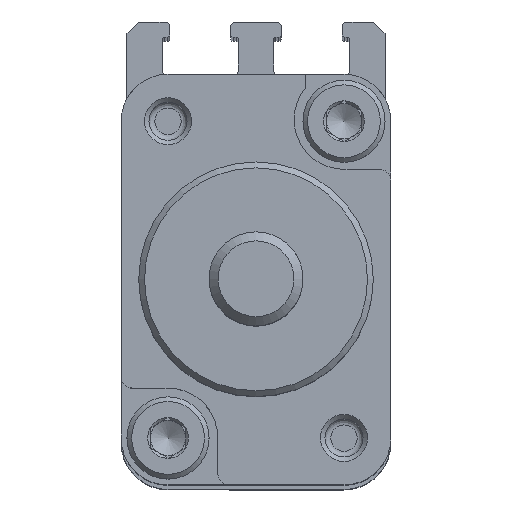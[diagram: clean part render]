
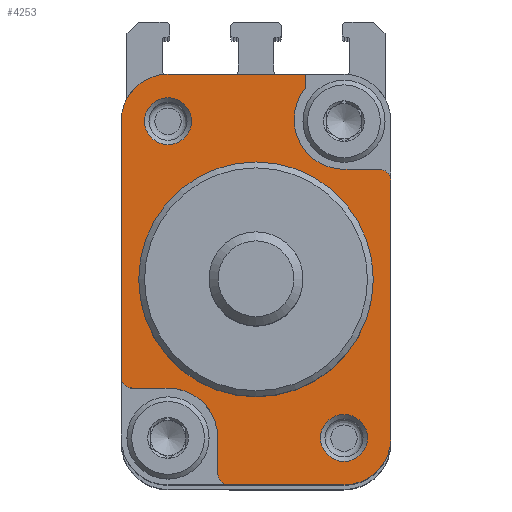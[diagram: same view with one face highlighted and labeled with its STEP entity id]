
A CAD part, top view. The second image highlights one B-rep face of the part: STEP entity #4253.
In plain terms, the highlighted planar face has unit normal (0, 0, 1).
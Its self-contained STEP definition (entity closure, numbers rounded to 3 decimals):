
#170=LINE('',#6925,#452);
#176=LINE('',#6943,#458);
#185=LINE('',#6972,#467);
#194=LINE('',#6996,#476);
#195=LINE('',#7000,#477);
#196=LINE('',#7004,#478);
#197=LINE('',#7008,#479);
#198=LINE('',#7013,#480);
#452=VECTOR('',#5353,1000.);
#458=VECTOR('',#5369,1000.);
#467=VECTOR('',#5394,1000.);
#476=VECTOR('',#5413,1000.);
#477=VECTOR('',#5418,1000.);
#478=VECTOR('',#5421,1000.);
#479=VECTOR('',#5424,1000.);
#480=VECTOR('',#5429,1000.);
#703=PLANE('',#4652);
#907=CIRCLE('',#4653,2.);
#908=CIRCLE('',#4654,2.);
#909=CIRCLE('',#4655,10.);
#910=CIRCLE('',#4656,4.25);
#911=CIRCLE('',#4657,4.);
#912=CIRCLE('',#4658,1.);
#913=CIRCLE('',#4659,4.25);
#914=CIRCLE('',#4660,1.);
#915=CIRCLE('',#4661,4.);
#916=CIRCLE('',#4662,1.);
#1282=ORIENTED_EDGE('',*,*,#2457,.T.);
#1283=ORIENTED_EDGE('',*,*,#2458,.T.);
#1284=ORIENTED_EDGE('',*,*,#2459,.T.);
#1285=ORIENTED_EDGE('',*,*,#2460,.F.);
#1286=ORIENTED_EDGE('',*,*,#2461,.T.);
#1287=ORIENTED_EDGE('',*,*,#2448,.T.);
#1288=ORIENTED_EDGE('',*,*,#2462,.T.);
#1289=ORIENTED_EDGE('',*,*,#2424,.T.);
#1290=ORIENTED_EDGE('',*,*,#2463,.T.);
#1291=ORIENTED_EDGE('',*,*,#2464,.T.);
#1292=ORIENTED_EDGE('',*,*,#2465,.F.);
#1293=ORIENTED_EDGE('',*,*,#2466,.T.);
#1294=ORIENTED_EDGE('',*,*,#2467,.T.);
#1295=ORIENTED_EDGE('',*,*,#2468,.T.);
#1296=ORIENTED_EDGE('',*,*,#2469,.T.);
#1297=ORIENTED_EDGE('',*,*,#2433,.T.);
#1298=ORIENTED_EDGE('',*,*,#2470,.T.);
#1299=ORIENTED_EDGE('',*,*,#2471,.T.);
#2424=EDGE_CURVE('',#2997,#2996,#170,.T.);
#2433=EDGE_CURVE('',#3004,#3003,#176,.T.);
#2448=EDGE_CURVE('',#3016,#3015,#185,.T.);
#2457=EDGE_CURVE('',#3021,#3021,#907,.T.);
#2458=EDGE_CURVE('',#3022,#3022,#908,.T.);
#2459=EDGE_CURVE('',#3023,#3023,#909,.T.);
#2460=EDGE_CURVE('',#3024,#3025,#910,.T.);
#2461=EDGE_CURVE('',#3024,#3016,#194,.T.);
#2462=EDGE_CURVE('',#3015,#2997,#911,.T.);
#2463=EDGE_CURVE('',#2996,#3026,#912,.T.);
#2464=EDGE_CURVE('',#3026,#3027,#195,.T.);
#2465=EDGE_CURVE('',#3028,#3027,#913,.T.);
#2466=EDGE_CURVE('',#3028,#3029,#196,.T.);
#2467=EDGE_CURVE('',#3029,#3030,#914,.T.);
#2468=EDGE_CURVE('',#3030,#3031,#197,.T.);
#2469=EDGE_CURVE('',#3031,#3004,#915,.T.);
#2470=EDGE_CURVE('',#3003,#3032,#916,.T.);
#2471=EDGE_CURVE('',#3032,#3025,#198,.T.);
#2996=VERTEX_POINT('',#6924);
#2997=VERTEX_POINT('',#6926);
#3003=VERTEX_POINT('',#6942);
#3004=VERTEX_POINT('',#6944);
#3015=VERTEX_POINT('',#6971);
#3016=VERTEX_POINT('',#6973);
#3021=VERTEX_POINT('',#6988);
#3022=VERTEX_POINT('',#6990);
#3023=VERTEX_POINT('',#6992);
#3024=VERTEX_POINT('',#6994);
#3025=VERTEX_POINT('',#6995);
#3026=VERTEX_POINT('',#6999);
#3027=VERTEX_POINT('',#7001);
#3028=VERTEX_POINT('',#7003);
#3029=VERTEX_POINT('',#7005);
#3030=VERTEX_POINT('',#7007);
#3031=VERTEX_POINT('',#7009);
#3032=VERTEX_POINT('',#7012);
#3377=EDGE_LOOP('',(#1282));
#3378=EDGE_LOOP('',(#1283));
#3379=EDGE_LOOP('',(#1284));
#3380=EDGE_LOOP('',(#1285,#1286,#1287,#1288,#1289,#1290,#1291,#1292,#1293,
#1294,#1295,#1296,#1297,#1298,#1299));
#3787=FACE_BOUND('',#3377,.T.);
#3788=FACE_BOUND('',#3378,.T.);
#3789=FACE_BOUND('',#3379,.T.);
#3790=FACE_BOUND('',#3380,.T.);
#4253=ADVANCED_FACE('',(#3787,#3788,#3789,#3790),#703,.T.);
#4652=AXIS2_PLACEMENT_3D('',#6986,#5403,#5404);
#4653=AXIS2_PLACEMENT_3D('',#6987,#5405,#5406);
#4654=AXIS2_PLACEMENT_3D('',#6989,#5407,#5408);
#4655=AXIS2_PLACEMENT_3D('',#6991,#5409,#5410);
#4656=AXIS2_PLACEMENT_3D('',#6993,#5411,#5412);
#4657=AXIS2_PLACEMENT_3D('',#6997,#5414,#5415);
#4658=AXIS2_PLACEMENT_3D('',#6998,#5416,#5417);
#4659=AXIS2_PLACEMENT_3D('',#7002,#5419,#5420);
#4660=AXIS2_PLACEMENT_3D('',#7006,#5422,#5423);
#4661=AXIS2_PLACEMENT_3D('',#7010,#5425,#5426);
#4662=AXIS2_PLACEMENT_3D('',#7011,#5427,#5428);
#5353=DIRECTION('',(0.,-1.,0.));
#5369=DIRECTION('',(0.,1.,0.));
#5394=DIRECTION('',(-1.,0.,0.));
#5403=DIRECTION('',(0.,0.,1.));
#5404=DIRECTION('',(1.,0.,0.));
#5405=DIRECTION('',(0.,0.,-1.));
#5406=DIRECTION('',(-1.,0.,0.));
#5407=DIRECTION('',(0.,0.,-1.));
#5408=DIRECTION('',(-1.,0.,0.));
#5409=DIRECTION('',(0.,0.,-1.));
#5410=DIRECTION('',(-1.,0.,0.));
#5411=DIRECTION('',(0.,0.,1.));
#5412=DIRECTION('',(1.,0.,0.));
#5413=DIRECTION('',(0.,1.,0.));
#5414=DIRECTION('',(0.,0.,1.));
#5415=DIRECTION('',(1.,0.,0.));
#5416=DIRECTION('',(0.,0.,1.));
#5417=DIRECTION('',(1.,0.,0.));
#5418=DIRECTION('',(1.,0.,0.));
#5419=DIRECTION('',(0.,0.,1.));
#5420=DIRECTION('',(1.,0.,0.));
#5421=DIRECTION('',(0.,-1.,0.));
#5422=DIRECTION('',(0.,0.,1.));
#5423=DIRECTION('',(1.,0.,0.));
#5424=DIRECTION('',(1.,0.,0.));
#5425=DIRECTION('',(0.,0.,1.));
#5426=DIRECTION('',(1.,0.,0.));
#5427=DIRECTION('',(0.,0.,1.));
#5428=DIRECTION('',(1.,0.,0.));
#5429=DIRECTION('',(-1.,0.,0.));
#6924=CARTESIAN_POINT('',(-11.5,-8.25,0.));
#6925=CARTESIAN_POINT('',(-11.5,13.5,0.));
#6926=CARTESIAN_POINT('',(-11.5,13.5,0.));
#6942=CARTESIAN_POINT('',(11.5,8.4,0.));
#6943=CARTESIAN_POINT('',(11.5,-13.5,0.));
#6944=CARTESIAN_POINT('',(11.5,-13.5,0.));
#6971=CARTESIAN_POINT('',(-7.5,17.5,0.));
#6972=CARTESIAN_POINT('',(7.5,17.5,0.));
#6973=CARTESIAN_POINT('',(4.25,17.5,0.));
#6986=CARTESIAN_POINT('',(-7.5,13.5,0.));
#6987=CARTESIAN_POINT('',(7.5,-13.5,0.));
#6988=CARTESIAN_POINT('',(5.5,-13.5,0.));
#6989=CARTESIAN_POINT('',(-7.5,13.5,0.));
#6990=CARTESIAN_POINT('',(-9.5,13.5,0.));
#6991=CARTESIAN_POINT('',(0.,0.,0.));
#6992=CARTESIAN_POINT('',(-10.,0.,0.));
#6993=CARTESIAN_POINT('',(7.5,13.65,0.));
#6994=CARTESIAN_POINT('',(4.25,16.389,0.));
#6995=CARTESIAN_POINT('',(7.5,9.4,0.));
#6996=CARTESIAN_POINT('',(4.25,16.389,0.));
#6997=CARTESIAN_POINT('',(-7.5,13.5,0.));
#6998=CARTESIAN_POINT('',(-10.5,-8.25,0.));
#6999=CARTESIAN_POINT('',(-10.5,-9.25,0.));
#7000=CARTESIAN_POINT('',(-10.5,-9.25,0.));
#7001=CARTESIAN_POINT('',(-7.5,-9.25,0.));
#7002=CARTESIAN_POINT('',(-7.5,-13.5,0.));
#7003=CARTESIAN_POINT('',(-3.25,-13.5,0.));
#7004=CARTESIAN_POINT('',(-3.25,-13.5,0.));
#7005=CARTESIAN_POINT('',(-3.25,-16.5,0.));
#7006=CARTESIAN_POINT('',(-2.25,-16.5,0.));
#7007=CARTESIAN_POINT('',(-2.25,-17.5,0.));
#7008=CARTESIAN_POINT('',(-7.5,-17.5,0.));
#7009=CARTESIAN_POINT('',(7.5,-17.5,0.));
#7010=CARTESIAN_POINT('',(7.5,-13.5,0.));
#7011=CARTESIAN_POINT('',(10.5,8.4,0.));
#7012=CARTESIAN_POINT('',(10.5,9.4,0.));
#7013=CARTESIAN_POINT('',(10.5,9.4,0.));
